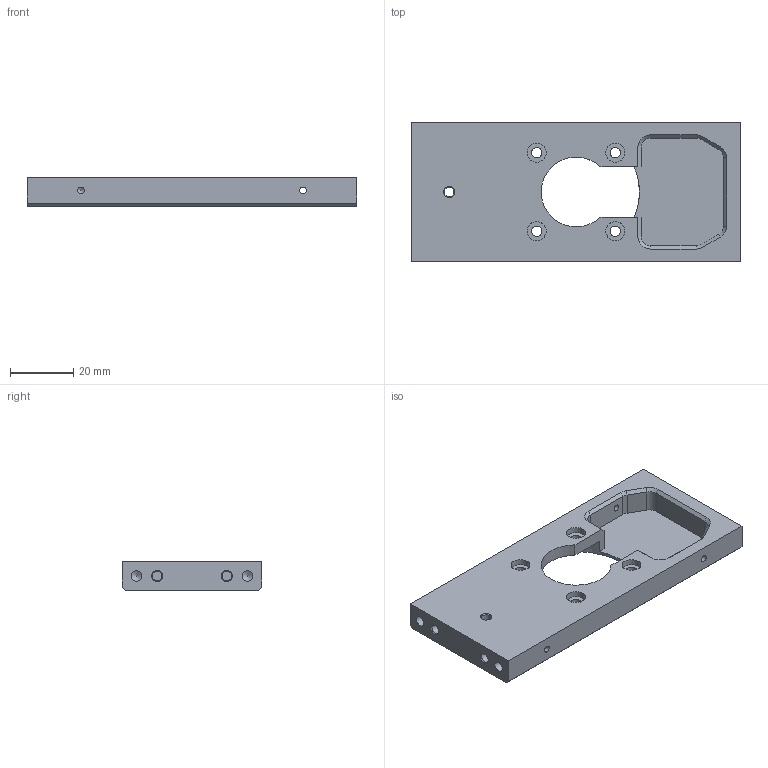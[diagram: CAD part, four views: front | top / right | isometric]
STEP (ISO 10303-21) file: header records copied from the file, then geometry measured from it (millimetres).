
FILE_DESCRIPTION(/* description */ ('STEP AP242','CAx-IF Rec.Pracs.---Representation and Presentation of Product Manufacturing Information (PMI)---4.0---2014-10-13','CAx-IF Rec.Pracs.---3D Tessellated Geometry---0.4---2014-09-14','2;1'),/* implementation_level */ '2;1');
FILE_NAME(/* name */ '66263ac85aa91e52dd663617',/* time_stamp */ '2024-04-22T10:24:09Z',/* author */ (''),/* organization */ (''),/* preprocessor_version */ 'ST-DEVELOPER v20',/* originating_system */ ' ',/* authorisation */ ' ');
FILE_SCHEMA (('AP242_MANAGED_MODEL_BASED_3D_ENGINEERING_MIM_LF { 1 0 10303 442 1 1 4 }'));
Length unit declared in the file: metre
Products named in the file (1): Part 1
Bounding box: 104 x 44 x 9 mm (x, y, z)
Volume: 24871.2 mm3; surface area: 13101.1 mm2
Topology: 1 solids, 1 shells, 81 faces, 205 edges, 134 vertices
Faces by surface type: plane 34, cylinder 29, cone 18
Full cylindrical faces by diameter (mm): 2.113 x4, 3 x5, 3.2 x4, 3.3 x4, 6 x4, 40 x1
Entity records: 2147 total; most frequent: DIRECTION 383, CARTESIAN_POINT 347, ORIENTED_EDGE 296, AXIS2_PLACEMENT_3D 153, EDGE_CURVE 148, FACE_BOUND 145, EDGE_LOOP 139, VERTEX_POINT 117
